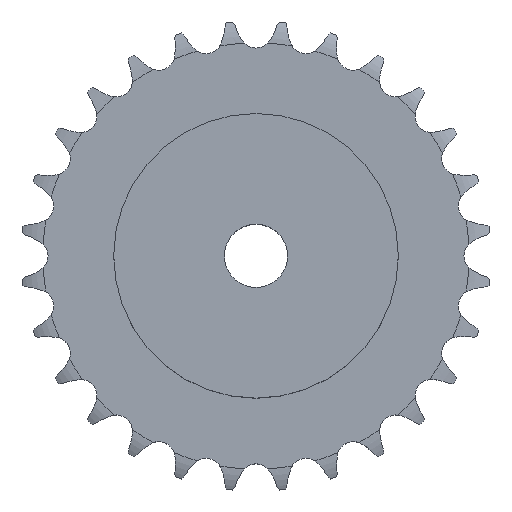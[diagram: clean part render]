
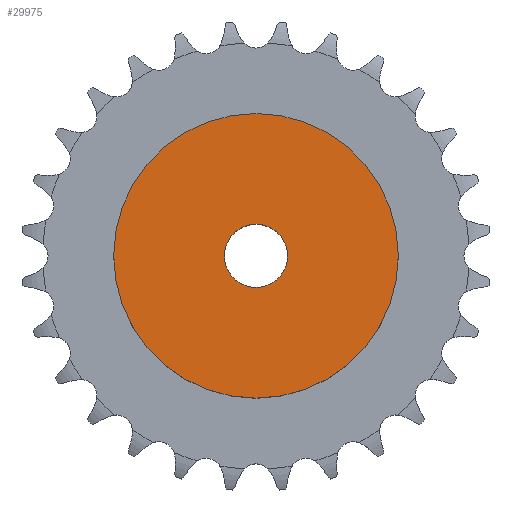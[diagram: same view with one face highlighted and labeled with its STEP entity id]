
A CAD part, top view. The second image highlights one B-rep face of the part: STEP entity #29975.
In plain terms, the highlighted planar face has unit normal (0, 0, 1).
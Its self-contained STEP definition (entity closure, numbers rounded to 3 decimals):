
#3669 = CYLINDRICAL_SURFACE('',#3670,45.);
#3670 = AXIS2_PLACEMENT_3D('',#3671,#3672,#3673);
#3671 = CARTESIAN_POINT('',(0.,0.,0.));
#3672 = DIRECTION('',(-0.,-0.,-1.));
#3673 = DIRECTION('',(1.,0.,0.));
#18824 = VERTEX_POINT('',#18825);
#18825 = CARTESIAN_POINT('',(45.,0.,35.));
#18846 = EDGE_CURVE('',#18824,#18824,#18847,.T.);
#18847 = SURFACE_CURVE('',#18848,(#18853,#18860),.PCURVE_S1.);
#18848 = CIRCLE('',#18849,45.);
#18849 = AXIS2_PLACEMENT_3D('',#18850,#18851,#18852);
#18850 = CARTESIAN_POINT('',(0.,0.,35.));
#18851 = DIRECTION('',(0.,0.,1.));
#18852 = DIRECTION('',(1.,0.,0.));
#18853 = PCURVE('',#3669,#18854);
#18854 = DEFINITIONAL_REPRESENTATION('',(#18855),#18859);
#18855 = LINE('',#18856,#18857);
#18856 = CARTESIAN_POINT('',(-0.,-35.));
#18857 = VECTOR('',#18858,1.);
#18858 = DIRECTION('',(-1.,0.));
#18859 = ( GEOMETRIC_REPRESENTATION_CONTEXT(2) 
PARAMETRIC_REPRESENTATION_CONTEXT() REPRESENTATION_CONTEXT('2D SPACE',''
  ) );
#18860 = PCURVE('',#18861,#18866);
#18861 = PLANE('',#18862);
#18862 = AXIS2_PLACEMENT_3D('',#18863,#18864,#18865);
#18863 = CARTESIAN_POINT('',(0.,0.,35.)
  );
#18864 = DIRECTION('',(0.,0.,1.));
#18865 = DIRECTION('',(1.,0.,0.));
#18866 = DEFINITIONAL_REPRESENTATION('',(#18867),#18871);
#18867 = CIRCLE('',#18868,45.);
#18868 = AXIS2_PLACEMENT_2D('',#18869,#18870);
#18869 = CARTESIAN_POINT('',(0.,0.));
#18870 = DIRECTION('',(1.,0.));
#18871 = ( GEOMETRIC_REPRESENTATION_CONTEXT(2) 
PARAMETRIC_REPRESENTATION_CONTEXT() REPRESENTATION_CONTEXT('2D SPACE',''
  ) );
#25401 = CYLINDRICAL_SURFACE('',#25402,10.);
#25402 = AXIS2_PLACEMENT_3D('',#25403,#25404,#25405);
#25403 = CARTESIAN_POINT('',(0.,0.,227.731));
#25404 = DIRECTION('',(0.,0.,1.));
#25405 = DIRECTION('',(1.,0.,0.));
#29975 = ADVANCED_FACE('',(#29976,#29979),#18861,.T.);
#29976 = FACE_BOUND('',#29977,.T.);
#29977 = EDGE_LOOP('',(#29978));
#29978 = ORIENTED_EDGE('',*,*,#18846,.T.);
#29979 = FACE_BOUND('',#29980,.T.);
#29980 = EDGE_LOOP('',(#29981));
#29981 = ORIENTED_EDGE('',*,*,#29982,.F.);
#29982 = EDGE_CURVE('',#29983,#29983,#29985,.T.);
#29983 = VERTEX_POINT('',#29984);
#29984 = CARTESIAN_POINT('',(10.,0.,35.));
#29985 = SURFACE_CURVE('',#29986,(#29991,#29998),.PCURVE_S1.);
#29986 = CIRCLE('',#29987,10.);
#29987 = AXIS2_PLACEMENT_3D('',#29988,#29989,#29990);
#29988 = CARTESIAN_POINT('',(0.,0.,35.));
#29989 = DIRECTION('',(0.,0.,1.));
#29990 = DIRECTION('',(1.,0.,0.));
#29991 = PCURVE('',#18861,#29992);
#29992 = DEFINITIONAL_REPRESENTATION('',(#29993),#29997);
#29993 = CIRCLE('',#29994,10.);
#29994 = AXIS2_PLACEMENT_2D('',#29995,#29996);
#29995 = CARTESIAN_POINT('',(0.,0.));
#29996 = DIRECTION('',(1.,0.));
#29997 = ( GEOMETRIC_REPRESENTATION_CONTEXT(2) 
PARAMETRIC_REPRESENTATION_CONTEXT() REPRESENTATION_CONTEXT('2D SPACE',''
  ) );
#29998 = PCURVE('',#25401,#29999);
#29999 = DEFINITIONAL_REPRESENTATION('',(#30000),#30004);
#30000 = LINE('',#30001,#30002);
#30001 = CARTESIAN_POINT('',(0.,-192.731));
#30002 = VECTOR('',#30003,1.);
#30003 = DIRECTION('',(1.,0.));
#30004 = ( GEOMETRIC_REPRESENTATION_CONTEXT(2) 
PARAMETRIC_REPRESENTATION_CONTEXT() REPRESENTATION_CONTEXT('2D SPACE',''
  ) );
